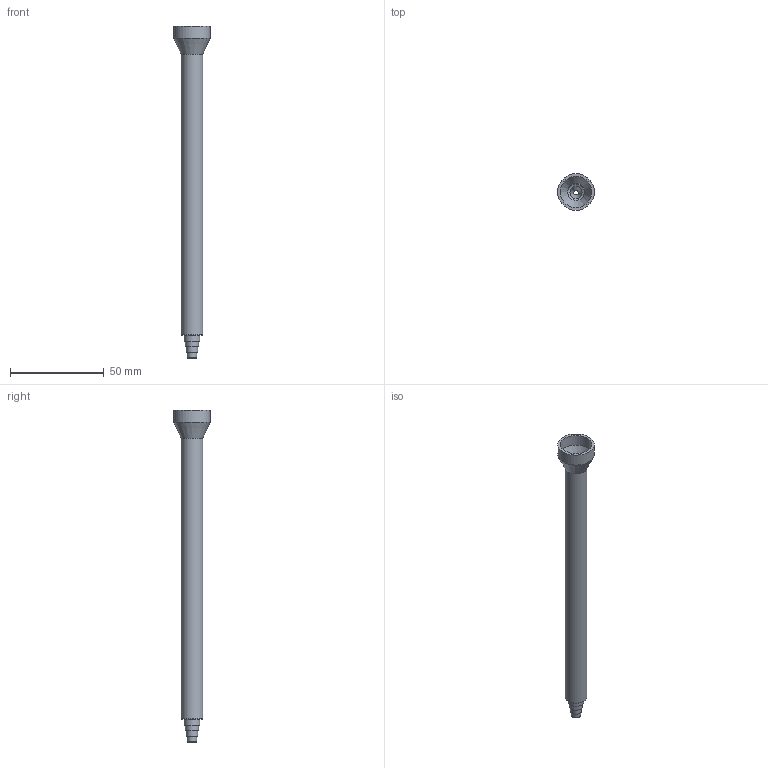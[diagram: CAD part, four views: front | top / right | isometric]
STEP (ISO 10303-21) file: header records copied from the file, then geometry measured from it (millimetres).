
FILE_DESCRIPTION( ( 'Unknown' ), '1' );
FILE_NAME( '8-18-S-PY_Mischrohr.stp', 'Unknown', ( 'Schwinghammer Vitus' ), ( 'Vieweg' ), 'PSStep 17.0.49', 'Solid Edge ST8', ' ' );
FILE_SCHEMA( ( 'AUTOMOTIVE_DESIGN { 1 0 10303 214 1 1 1 1 }' ) );
Length unit declared in the file: millimetre
Products named in the file (1): 1
Bounding box: 19.5 x 19.5 x 176.8 mm (x, y, z)
Volume: 8315 mm3; surface area: 11804.1 mm2
Topology: 1 solids, 1 shells, 21 faces, 38 edges, 23 vertices
Faces by surface type: cylinder 9, plane 6, cone 6
Full cylindrical faces by diameter (mm): 2.5 x1, 5 x1, 6 x1, 7 x1, 8.5 x1, 8.91 x1, 11.71 x1, 16.7 x1, 19.5 x1
Entity records: 612 total; most frequent: DIRECTION 86, CARTESIAN_POINT 64, AXIS2_PLACEMENT_3D 43, EDGE_LOOP 42, ORIENTED_EDGE 42, FACE_OUTER_BOUND 30, STYLED_ITEM 21, PRESENTATION_STYLE_ASSIGNMENT 21
